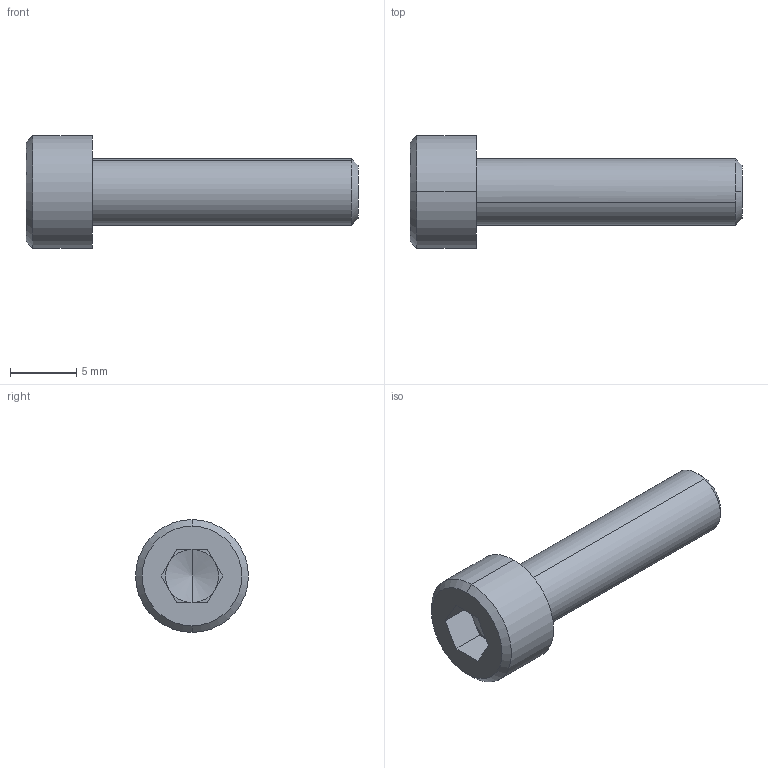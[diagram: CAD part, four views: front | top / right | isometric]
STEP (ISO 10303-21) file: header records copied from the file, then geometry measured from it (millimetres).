
FILE_DESCRIPTION (( 'STEP AP214' ), '1' );
FILE_NAME ('SHAT2030_3.STEP', '2024-10-09T10:45:44', ( '' ), ( '' ), 'SwSTEP 2.0', 'SolidWorks 2024', '' );
FILE_SCHEMA (( 'AUTOMOTIVE_DESIGN' ));
Length unit declared in the file: millimetre
Products named in the file (1): SHAT2030_3
Bounding box: 25 x 8.5 x 8.5 mm (x, y, z)
Volume: 634.6 mm3; surface area: 583.3 mm2
Topology: 1 solids, 1 shells, 25 faces, 55 edges, 32 vertices
Faces by surface type: plane 15, cone 6, cylinder 4
Entity records: 689 total; most frequent: DIRECTION 124, CARTESIAN_POINT 111, ORIENTED_EDGE 106, EDGE_CURVE 53, AXIS2_PLACEMENT_3D 45, LINE 34, VECTOR 34, VERTEX_POINT 32
